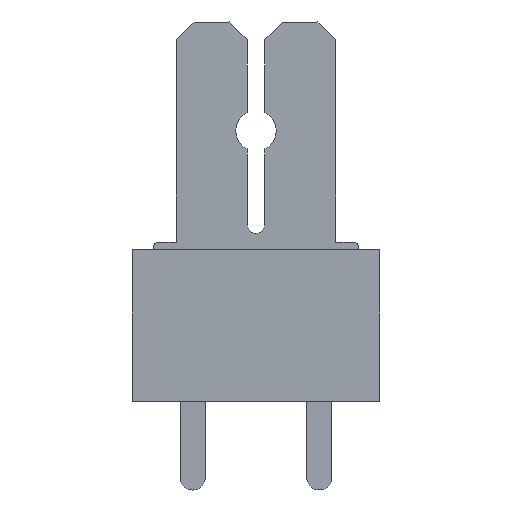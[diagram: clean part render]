
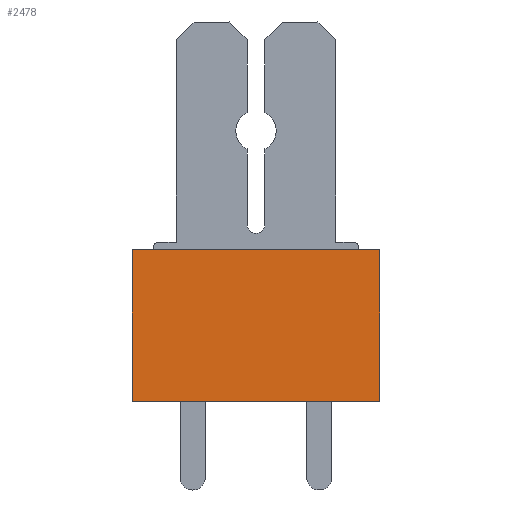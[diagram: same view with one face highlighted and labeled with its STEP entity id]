
A CAD part, left-side view. The second image highlights one B-rep face of the part: STEP entity #2478.
In plain terms, the highlighted planar face has unit normal (-1, 0, 0).
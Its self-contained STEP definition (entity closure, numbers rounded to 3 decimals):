
#2470=AXIS2_PLACEMENT_3D('Plane Axis2P3D',#2467,#2468,#2469) ;
#49=CARTESIAN_POINT('Vertex',(0.,9.8,9.5)) ;
#52=CARTESIAN_POINT('Line Origine',(0.,4.9,9.5)) ;
#56=CARTESIAN_POINT('Vertex',(0.,0.,9.5)) ;
#1243=CARTESIAN_POINT('Vertex',(0.,9.8,3.5)) ;
#1246=CARTESIAN_POINT('Line Origine',(0.,9.8,6.5)) ;
#1274=CARTESIAN_POINT('Vertex',(0.,0.,3.5)) ;
#1277=CARTESIAN_POINT('Line Origine',(0.,4.9,3.5)) ;
#2455=CARTESIAN_POINT('Line Origine',(0.,0.,6.5)) ;
#2467=CARTESIAN_POINT('Axis2P3D Location',(0.,0.,0.)) ;
#53=DIRECTION('Vector Direction',(0.,-1.,0.)) ;
#1247=DIRECTION('Vector Direction',(0.,0.,1.)) ;
#1278=DIRECTION('Vector Direction',(0.,1.,0.)) ;
#2456=DIRECTION('Vector Direction',(0.,0.,-1.)) ;
#2468=DIRECTION('Axis2P3D Direction',(-1.,0.,0.)) ;
#2469=DIRECTION('Axis2P3D XDirection',(0.,0.,1.)) ;
#54=VECTOR('Line Direction',#53,1.) ;
#1248=VECTOR('Line Direction',#1247,1.) ;
#1279=VECTOR('Line Direction',#1278,1.) ;
#2457=VECTOR('Line Direction',#2456,1.) ;
#2473=ORIENTED_EDGE('',*,*,#58,.T.) ;
#2474=ORIENTED_EDGE('',*,*,#1250,.T.) ;
#2475=ORIENTED_EDGE('',*,*,#1281,.T.) ;
#2476=ORIENTED_EDGE('',*,*,#2459,.T.) ;
#2478=ADVANCED_FACE('Housing',(#2477),#2471,.T.) ;
#58=EDGE_CURVE('',#57,#50,#55,.F.) ;
#1250=EDGE_CURVE('',#50,#1244,#1249,.F.) ;
#1281=EDGE_CURVE('',#1244,#1275,#1280,.F.) ;
#2459=EDGE_CURVE('',#1275,#57,#2458,.F.) ;
#2472=EDGE_LOOP('',(#2473,#2474,#2475,#2476)) ;
#2477=FACE_OUTER_BOUND('',#2472,.T.) ;
#55=LINE('Line',#52,#54) ;
#1249=LINE('Line',#1246,#1248) ;
#1280=LINE('Line',#1277,#1279) ;
#2458=LINE('Line',#2455,#2457) ;
#2471=PLANE('',#2470) ;
#50=VERTEX_POINT('',#49) ;
#57=VERTEX_POINT('',#56) ;
#1244=VERTEX_POINT('',#1243) ;
#1275=VERTEX_POINT('',#1274) ;
